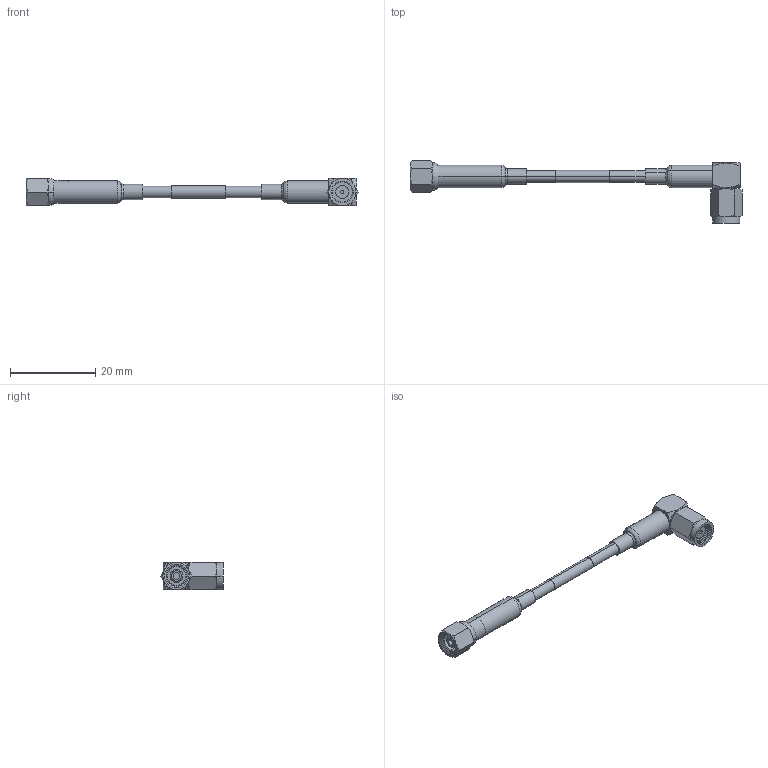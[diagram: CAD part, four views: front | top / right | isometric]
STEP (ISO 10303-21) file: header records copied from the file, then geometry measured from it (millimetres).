
FILE_DESCRIPTION (( 'STEP AP214' ), '1' );
FILE_NAME ('FMCA100074_3D.step', '2024-07-31T22:47:50', ( '' ), ( '' ), 'SwSTEP 2.0', 'SolidWorks 2022', '' );
FILE_SCHEMA (( 'AUTOMOTIVE_DESIGN' ));
Length unit declared in the file: inch
Products named in the file (6): FMCN1574; FMCN1577_NO CRIMP; RG188-HEATSHRINK_.75" Long; RG188A-U; RG188-HEATSHRINK_1" Long; FMCA100074_3D
Assembly tree (5 placements, depth 2):
  FMCA100074_3D
    RG188A-U
    FMCN1574
    FMCN1577_NO CRIMP
    RG188-HEATSHRINK_1" Long
    RG188-HEATSHRINK_.75" Long
Bounding box: 77.89 x 14.59 x 6.42 mm (x, y, z)
Volume: 1226.6 mm3; surface area: 3309 mm2
Topology: 6 solids, 6 shells, 1894 faces, 4294 edges, 2434 vertices
Faces by surface type: bspline 962, cylinder 433, plane 363, cone 120, torus 16
Entity records: 116013 total; most frequent: CARTESIAN_POINT 61472, ORIENTED_EDGE 8588, DIRECTION 4303, EDGE_CURVE 4294, VERTEX_POINT 2434, EDGE_LOOP 1922, FACE_OUTER_BOUND 1894, ADVANCED_FACE 1894
